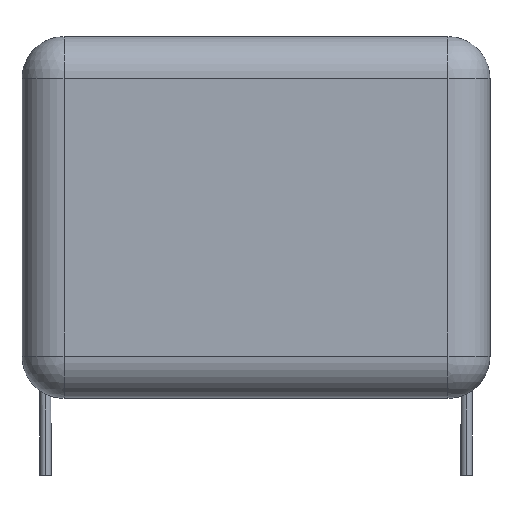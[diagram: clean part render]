
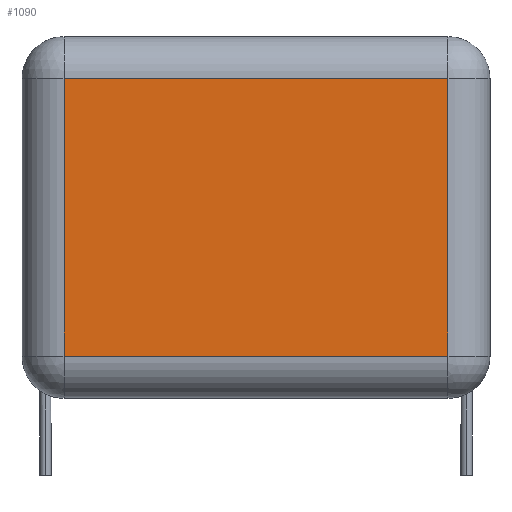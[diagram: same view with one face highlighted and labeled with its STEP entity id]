
A CAD part, top view. The second image highlights one B-rep face of the part: STEP entity #1090.
In plain terms, the highlighted planar face has unit normal (0, 0, 1).
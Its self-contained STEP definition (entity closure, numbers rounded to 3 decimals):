
#220 = VECTOR ( 'NONE', #5741, 1000. ) ;
#253 = VECTOR ( 'NONE', #1265, 1000. ) ;
#613 = EDGE_CURVE ( 'NONE', #3502, #5469, #1413, .T. ) ;
#1090 = ADVANCED_FACE ( 'NONE', ( #6300 ), #3528, .F. ) ;
#1256 = CARTESIAN_POINT ( 'NONE',  ( -13.7, 9.9, 8.7 ) ) ;
#1265 = DIRECTION ( 'NONE',  ( 0., 1., 0. ) ) ;
#1413 = LINE ( 'NONE', #3631, #4022 ) ;
#1526 = ORIENTED_EDGE ( 'NONE', *, *, #1817, .T. ) ;
#1817 = EDGE_CURVE ( 'NONE', #5469, #5462, #4680, .T. ) ;
#1832 = DIRECTION ( 'NONE',  ( 0., 0., -1. ) ) ;
#2023 = DIRECTION ( 'NONE',  ( -1., 0., 0. ) ) ;
#2877 = EDGE_LOOP ( 'NONE', ( #4685, #1526, #7007, #6574 ) ) ;
#2921 = CARTESIAN_POINT ( 'NONE',  ( 13.7, 9.9, 8.7 ) ) ;
#3461 = CARTESIAN_POINT ( 'NONE',  ( 16.7, 9.9, 8.7 ) ) ;
#3465 = CARTESIAN_POINT ( 'NONE',  ( -13.7, 9.9, 8.7 ) ) ;
#3502 = VERTEX_POINT ( 'NONE', #4736 ) ;
#3528 = PLANE ( 'NONE',  #6353 ) ;
#3553 = EDGE_CURVE ( 'NONE', #5623, #5462, #4259, .T. ) ;
#3631 = CARTESIAN_POINT ( 'NONE',  ( 16.7, 9.9, 8.7 ) ) ;
#4014 = CARTESIAN_POINT ( 'NONE',  ( 13.7, -9.9, 8.7 ) ) ;
#4022 = VECTOR ( 'NONE', #6925, 1000. ) ;
#4038 = DIRECTION ( 'NONE',  ( 0., 1., 0. ) ) ;
#4259 = LINE ( 'NONE', #7021, #5767 ) ;
#4680 = LINE ( 'NONE', #3465, #220 ) ;
#4685 = ORIENTED_EDGE ( 'NONE', *, *, #613, .T. ) ;
#4736 = CARTESIAN_POINT ( 'NONE',  ( 13.7, 9.9, 8.7 ) ) ;
#5148 = LINE ( 'NONE', #2921, #253 ) ;
#5462 = VERTEX_POINT ( 'NONE', #5689 ) ;
#5469 = VERTEX_POINT ( 'NONE', #1256 ) ;
#5623 = VERTEX_POINT ( 'NONE', #4014 ) ;
#5689 = CARTESIAN_POINT ( 'NONE',  ( -13.7, -9.9, 8.7 ) ) ;
#5741 = DIRECTION ( 'NONE',  ( 0., -1., 0. ) ) ;
#5767 = VECTOR ( 'NONE', #2023, 1000. ) ;
#5821 = EDGE_CURVE ( 'NONE', #5623, #3502, #5148, .T. ) ;
#6300 = FACE_OUTER_BOUND ( 'NONE', #2877, .T. ) ;
#6353 = AXIS2_PLACEMENT_3D ( 'NONE', #3461, #1832, #4038 ) ;
#6574 = ORIENTED_EDGE ( 'NONE', *, *, #5821, .T. ) ;
#6925 = DIRECTION ( 'NONE',  ( -1., 0., 0. ) ) ;
#7007 = ORIENTED_EDGE ( 'NONE', *, *, #3553, .F. ) ;
#7021 = CARTESIAN_POINT ( 'NONE',  ( 16.7, -9.9, 8.7 ) ) ;
